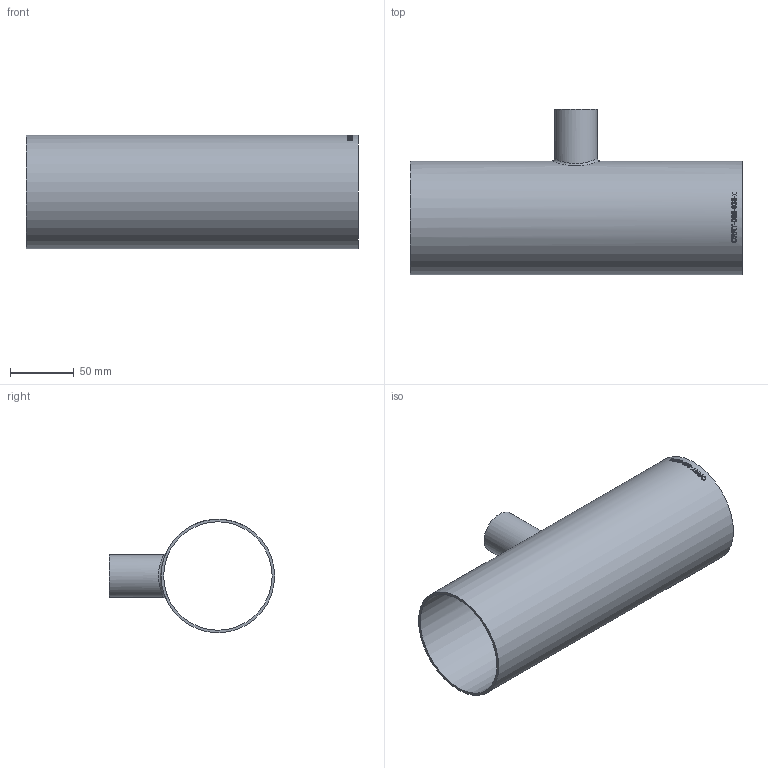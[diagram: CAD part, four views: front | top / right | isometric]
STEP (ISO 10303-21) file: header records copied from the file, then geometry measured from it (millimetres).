
FILE_DESCRIPTION (( 'STEP AP214' ), '1' );
FILE_NAME ('ORRT-088-033-x T-Stück reduziert 2004.STEP', '2020-04-08T07:06:46', ( '' ), ( '' ), 'SwSTEP 2.0', 'SolidWorks 2019', '' );
FILE_SCHEMA (( 'AUTOMOTIVE_DESIGN' ));
Length unit declared in the file: millimetre
Products named in the file (1): ORRT-088-033-x T-Stück reduziert 2004
Bounding box: 260 x 129.45 x 88.9 mm (x, y, z)
Volume: 148879.4 mm3; surface area: 150099 mm2
Topology: 1 solids, 1 shells, 200 faces, 523 edges, 348 vertices
Faces by surface type: bspline 127, plane 45, cylinder 28
Full cylindrical faces by diameter (mm): 29.7 x1, 33.7 x1, 84.9 x1, 88.9 x1
Entity records: 27033 total; most frequent: CARTESIAN_POINT 21233, ORIENTED_EDGE 1022, EDGE_CURVE 511, B_SPLINE_CURVE_WITH_KNOTS 389, VERTEX_POINT 344, DIRECTION 326, EDGE_LOOP 233, FACE_OUTER_BOUND 205
